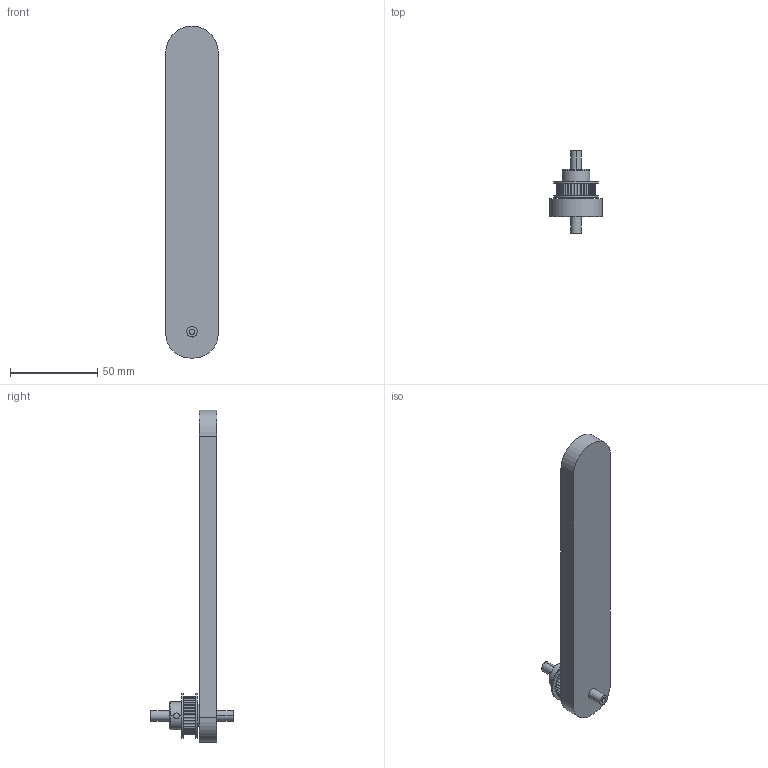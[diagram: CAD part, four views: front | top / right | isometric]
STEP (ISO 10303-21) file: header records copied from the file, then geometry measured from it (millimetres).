
FILE_DESCRIPTION((''),'2;1');
FILE_NAME('TIBIA_1','2023-07-07T00:17:15',('Lenovo'),(''),'CREO PARAMETRIC BY PTC INC, 2022073','CREO PARAMETRIC BY PTC INC, 2022073','');
FILE_SCHEMA(('CONFIG_CONTROL_DESIGN'));
Length unit declared in the file: millimetre
Products named in the file (1): TIBIA_1
Bounding box: 30 x 47.2 x 190 mm (x, y, z)
Volume: 60484.2 mm3; surface area: 18174.1 mm2
Topology: 1 solids, 1 shells, 161 faces, 535 edges, 386 vertices
Faces by surface type: cylinder 131, cone 16, plane 14
Entity records: 6405 total; most frequent: CARTESIAN_POINT 1266, DIRECTION 1217, ORIENTED_EDGE 1070, EDGE_CURVE 535, AXIS2_PLACEMENT_3D 531, VERTEX_POINT 386, CIRCLE 370, EDGE_LOOP 171
